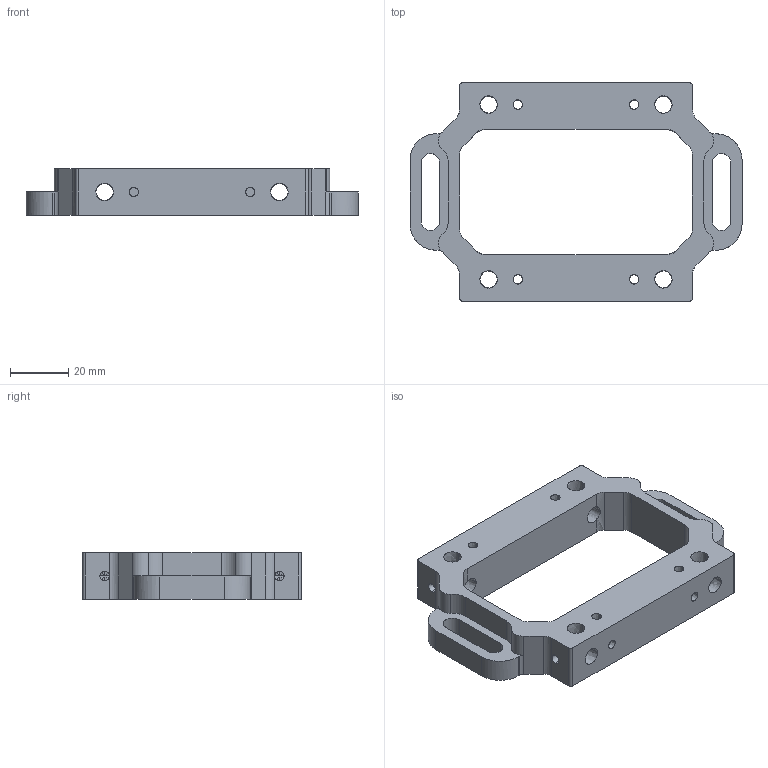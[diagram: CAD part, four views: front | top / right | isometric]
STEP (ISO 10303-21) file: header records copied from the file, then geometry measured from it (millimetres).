
FILE_DESCRIPTION(/* description */ (''),/* implementation_level */ '2;1');
FILE_NAME(/* name */ '60-BSPA',/* time_stamp */ '2024-11-26T09:52:54+03:00',/* author */ (''),/* organization */ (''),/* preprocessor_version */ 'ST-DEVELOPER v15',/* originating_system */ '',/* authorisation */ '');
FILE_SCHEMA (('AUTOMOTIVE_DESIGN'));
Length unit declared in the file: millimetre
Products named in the file (1): Document
Bounding box: 114 x 75 x 16 mm (x, y, z)
Volume: 50716.1 mm3; surface area: 19827.3 mm2
Topology: 1 solids, 1 shells, 146 faces, 424 edges, 260 vertices
Faces by surface type: bspline 108, plane 38
Entity records: 5338 total; most frequent: CARTESIAN_POINT 2976, ORIENTED_EDGE 848, EDGE_CURVE 424, VERTEX_POINT 260, B_SPLINE_CURVE_WITH_KNOTS 185, EDGE_LOOP 180, ADVANCED_FACE 146, FACE_OUTER_BOUND 146
